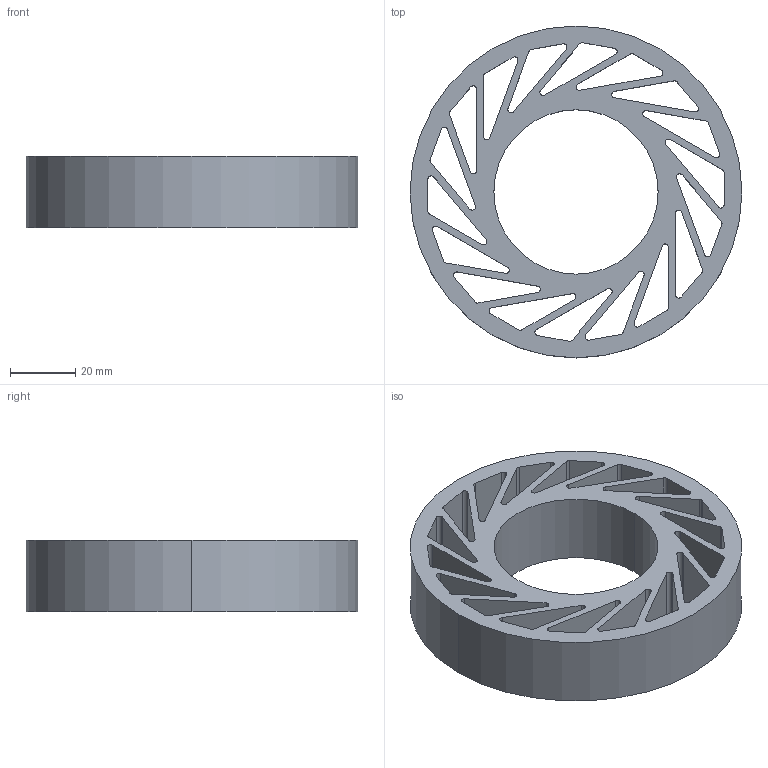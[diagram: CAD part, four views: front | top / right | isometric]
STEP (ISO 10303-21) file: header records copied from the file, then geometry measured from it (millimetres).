
FILE_DESCRIPTION (( 'STEP AP214' ), '1' );
FILE_NAME ('0037712_PULA-102-22-B50,5-GELB.STEP', '2017-02-01T10:24:59', ( '' ), ( '' ), 'SwSTEP 2.0', 'SolidWorks 2016', '' );
FILE_SCHEMA (( 'AUTOMOTIVE_DESIGN' ));
Length unit declared in the file: millimetre
Products named in the file (1): 0037712_PULA-102-22-B50,5-GELB
Bounding box: 102 x 102 x 22 mm (x, y, z)
Volume: 81616.9 mm3; surface area: 41666.8 mm2
Topology: 1 solids, 1 shells, 130 faces, 384 edges, 256 vertices
Faces by surface type: cylinder 74, plane 56
Entity records: 4506 total; most frequent: DIRECTION 794, CARTESIAN_POINT 771, ORIENTED_EDGE 768, EDGE_CURVE 384, AXIS2_PLACEMENT_3D 279, VERTEX_POINT 256, VECTOR 236, LINE 236
